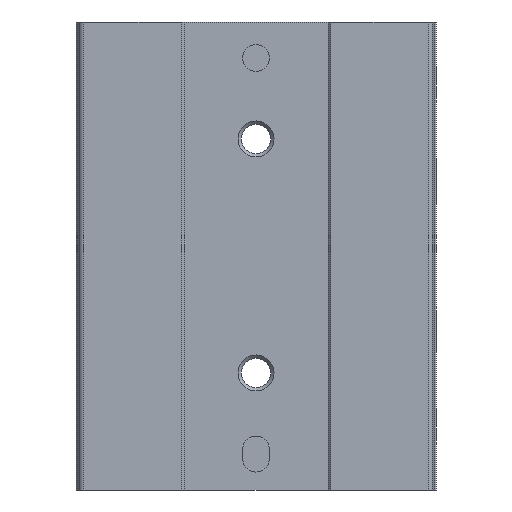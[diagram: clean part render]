
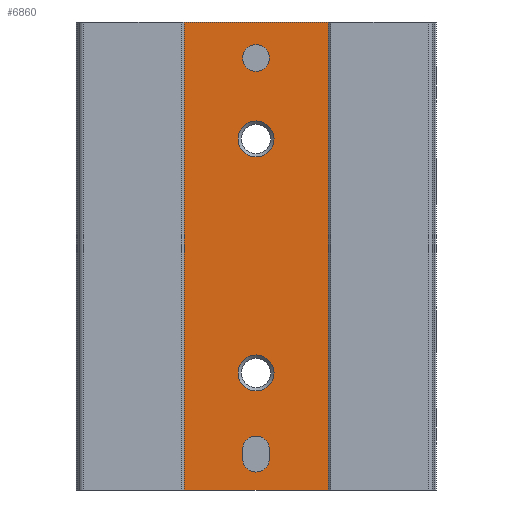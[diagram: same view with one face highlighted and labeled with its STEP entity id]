
A CAD part, front view. The second image highlights one B-rep face of the part: STEP entity #6860.
In plain terms, the highlighted planar face has unit normal (0, -1, 0).
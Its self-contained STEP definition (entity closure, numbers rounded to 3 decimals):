
#129=PLANE('',#7396);
#398=LINE('',#10379,#1038);
#404=LINE('',#10406,#1044);
#438=LINE('',#10517,#1078);
#439=LINE('',#10522,#1079);
#440=LINE('',#10526,#1080);
#441=LINE('',#10533,#1081);
#1038=VECTOR('',#8185,1000.);
#1044=VECTOR('',#8207,1000.);
#1078=VECTOR('',#8301,1000.);
#1079=VECTOR('',#8306,1000.);
#1080=VECTOR('',#8309,1000.);
#1081=VECTOR('',#8316,1000.);
#1797=ORIENTED_EDGE('',*,*,#3727,.T.);
#1798=ORIENTED_EDGE('',*,*,#3728,.T.);
#1799=ORIENTED_EDGE('',*,*,#3729,.T.);
#1800=ORIENTED_EDGE('',*,*,#3730,.T.);
#1801=ORIENTED_EDGE('',*,*,#3731,.F.);
#1802=ORIENTED_EDGE('',*,*,#3732,.T.);
#1803=ORIENTED_EDGE('',*,*,#3733,.T.);
#1804=ORIENTED_EDGE('',*,*,#3669,.F.);
#1805=ORIENTED_EDGE('',*,*,#3726,.F.);
#1806=ORIENTED_EDGE('',*,*,#3656,.T.);
#1807=ORIENTED_EDGE('',*,*,#3734,.T.);
#3656=EDGE_CURVE('',#4631,#4630,#398,.T.);
#3669=EDGE_CURVE('',#4643,#4644,#404,.T.);
#3726=EDGE_CURVE('',#4631,#4643,#438,.T.);
#3727=EDGE_CURVE('',#4691,#4692,#5320,.F.);
#3728=EDGE_CURVE('',#4692,#4693,#439,.T.);
#3729=EDGE_CURVE('',#4693,#4694,#5321,.F.);
#3730=EDGE_CURVE('',#4694,#4691,#440,.T.);
#3731=EDGE_CURVE('',#4695,#4695,#5322,.T.);
#3732=EDGE_CURVE('',#4696,#4696,#5323,.T.);
#3733=EDGE_CURVE('',#4697,#4697,#5324,.T.);
#3734=EDGE_CURVE('',#4630,#4644,#441,.T.);
#4630=VERTEX_POINT('',#10378);
#4631=VERTEX_POINT('',#10380);
#4643=VERTEX_POINT('',#10405);
#4644=VERTEX_POINT('',#10407);
#4691=VERTEX_POINT('',#10520);
#4692=VERTEX_POINT('',#10521);
#4693=VERTEX_POINT('',#10523);
#4694=VERTEX_POINT('',#10525);
#4695=VERTEX_POINT('',#10528);
#4696=VERTEX_POINT('',#10530);
#4697=VERTEX_POINT('',#10532);
#5320=CIRCLE('',#7397,1.5);
#5321=CIRCLE('',#7398,1.5);
#5322=CIRCLE('',#7399,1.5);
#5323=CIRCLE('',#7400,2.);
#5324=CIRCLE('',#7401,2.);
#5607=EDGE_LOOP('',(#1797,#1798,#1799,#1800));
#5608=EDGE_LOOP('',(#1801));
#5609=EDGE_LOOP('',(#1802));
#5610=EDGE_LOOP('',(#1803));
#5611=EDGE_LOOP('',(#1804,#1805,#1806,#1807));
#6165=FACE_BOUND('',#5607,.T.);
#6166=FACE_BOUND('',#5608,.T.);
#6167=FACE_BOUND('',#5609,.T.);
#6168=FACE_BOUND('',#5610,.T.);
#6169=FACE_BOUND('',#5611,.T.);
#6860=ADVANCED_FACE('',(#6165,#6166,#6167,#6168,#6169),#129,.T.);
#7396=AXIS2_PLACEMENT_3D('',#10518,#8302,#8303);
#7397=AXIS2_PLACEMENT_3D('',#10519,#8304,#8305);
#7398=AXIS2_PLACEMENT_3D('',#10524,#8307,#8308);
#7399=AXIS2_PLACEMENT_3D('',#10527,#8310,#8311);
#7400=AXIS2_PLACEMENT_3D('',#10529,#8312,#8313);
#7401=AXIS2_PLACEMENT_3D('',#10531,#8314,#8315);
#8185=DIRECTION('',(1.,0.,0.));
#8207=DIRECTION('',(1.,0.,0.));
#8301=DIRECTION('',(0.,0.,1.));
#8302=DIRECTION('',(0.,-1.,0.));
#8303=DIRECTION('',(0.,0.,-1.));
#8304=DIRECTION('',(0.,-1.,0.));
#8305=DIRECTION('',(0.,0.,-1.));
#8306=DIRECTION('',(0.,0.,1.));
#8307=DIRECTION('',(0.,-1.,0.));
#8308=DIRECTION('',(0.,0.,-1.));
#8309=DIRECTION('',(0.,0.,-1.));
#8310=DIRECTION('',(0.,-1.,0.));
#8311=DIRECTION('',(0.,0.,-1.));
#8312=DIRECTION('',(0.,1.,0.));
#8313=DIRECTION('',(0.,0.,1.));
#8314=DIRECTION('',(0.,1.,0.));
#8315=DIRECTION('',(0.,0.,1.));
#8316=DIRECTION('',(0.,0.,1.));
#10378=CARTESIAN_POINT('',(8.,0.3,-52.));
#10379=CARTESIAN_POINT('',(-8.,0.3,-52.));
#10380=CARTESIAN_POINT('',(-8.,0.3,-52.));
#10405=CARTESIAN_POINT('',(-8.,0.3,0.));
#10406=CARTESIAN_POINT('',(-8.,0.3,0.));
#10407=CARTESIAN_POINT('',(8.,0.3,0.));
#10517=CARTESIAN_POINT('',(-8.,0.3,-52.));
#10518=CARTESIAN_POINT('',(-8.,0.3,-52.));
#10519=CARTESIAN_POINT('',(0.,0.3,-48.5));
#10520=CARTESIAN_POINT('',(1.5,0.3,-48.5));
#10521=CARTESIAN_POINT('',(-1.5,0.3,-48.5));
#10522=CARTESIAN_POINT('',(-1.5,0.3,-52.));
#10523=CARTESIAN_POINT('',(-1.5,0.3,-47.5));
#10524=CARTESIAN_POINT('',(0.,0.3,-47.5));
#10525=CARTESIAN_POINT('',(1.5,0.3,-47.5));
#10526=CARTESIAN_POINT('',(1.5,0.3,-52.));
#10527=CARTESIAN_POINT('',(0.,0.3,-4.));
#10528=CARTESIAN_POINT('',(0.,0.3,-5.5));
#10529=CARTESIAN_POINT('',(0.,0.3,-39.));
#10530=CARTESIAN_POINT('',(0.,0.3,-37.));
#10531=CARTESIAN_POINT('',(0.,0.3,-13.));
#10532=CARTESIAN_POINT('',(0.,0.3,-11.));
#10533=CARTESIAN_POINT('',(8.,0.3,-52.));
